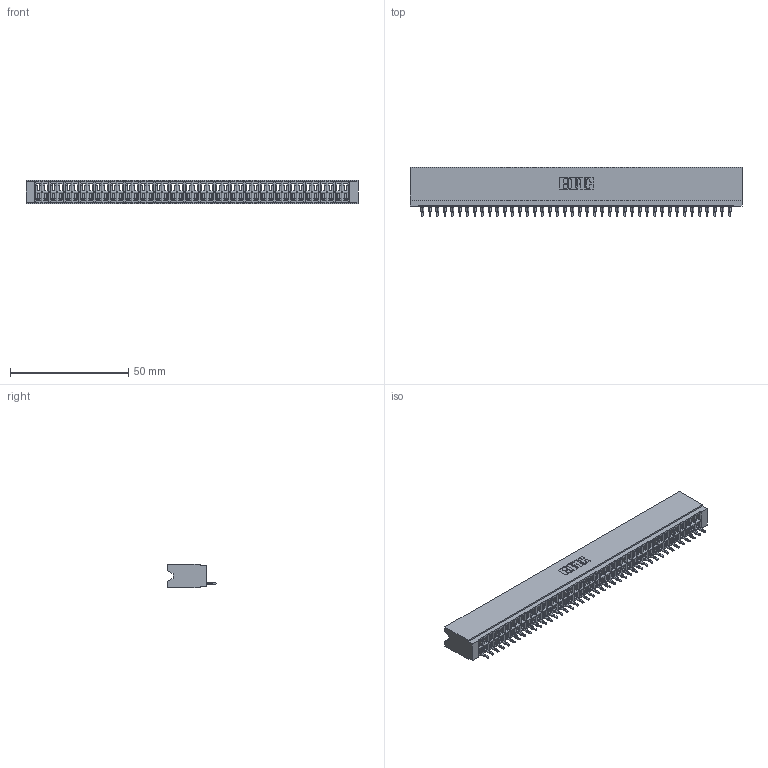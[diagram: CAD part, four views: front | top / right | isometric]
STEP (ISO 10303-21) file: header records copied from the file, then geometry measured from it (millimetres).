
FILE_DESCRIPTION (( 'STEP AP203' ), '1' );
FILE_NAME ('746-042-525-106.STEP', '2026-03-04T16:30:58', ( '' ), ( '' ), 'SwSTEP 2.0', 'SolidWorks 2023', '' );
FILE_SCHEMA (( 'CONFIG_CONTROL_DESIGN' ));
Length unit declared in the file: millimetre
Products named in the file (3): 746-042-525-106; 746-292-001_525; 746 Part_.515 Slot Depth - 06
Assembly tree (43 placements, depth 2):
  746-042-525-106
    746 Part_.515 Slot Depth - 06
    746-292-001_525  x42
Bounding box: 140.59 x 20.82 x 9.91 mm (x, y, z)
Volume: 14608.7 mm3; surface area: 21480.6 mm2
Topology: 43 solids, 43 shells, 4634 faces, 13159 edges, 8449 vertices
Faces by surface type: plane 2702, cylinder 840, bspline 840, torus 252
Entity records: 63485 total; most frequent: CARTESIAN_POINT 12846, ORIENTED_EDGE 11148, DIRECTION 9224, EDGE_CURVE 5574, VECTOR 4970, LINE 4970, VERTEX_POINT 3693, AXIS2_PLACEMENT_3D 2127
